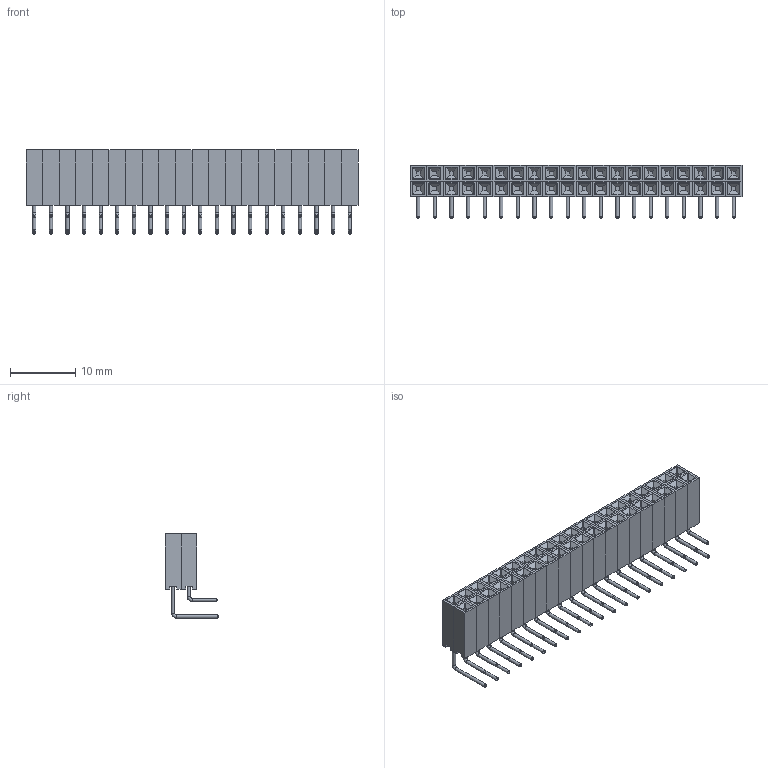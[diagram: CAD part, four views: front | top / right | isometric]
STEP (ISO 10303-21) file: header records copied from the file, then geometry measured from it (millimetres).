
FILE_DESCRIPTION(/* description */ (''),/* implementation_level */ '2;1');
FILE_NAME(/* name */ 'Header THT female 2x20 RA.step',/* time_stamp */ '2019-04-30T16:20:00+02:00',/* author */ (''),/* organization */ (''),/* preprocessor_version */ 'ST-DEVELOPER v18',/* originating_system */ 'Autodesk Translation Framework v8.2.0.1029',/* authorisation */ '');
FILE_SCHEMA (('AUTOMOTIVE_DESIGN { 1 0 10303 214 3 1 1 }'));
Products named in the file (1): (Nicht gespeichert)
Bounding box: 50.8 x 8.14 x 12.89 mm (x, y, z)
Volume: 1968.2 mm3; surface area: 5060.1 mm2
Topology: 40 solids, 40 shells, 2240 faces, 5240 edges, 3160 vertices
Faces by surface type: plane 960, cylinder 720, bspline 480, cone 40, torus 40
Full cylindrical faces by diameter (mm): 0.5 x80
Entity records: 72892 total; most frequent: CARTESIAN_POINT 21401, DIRECTION 10842, ORIENTED_EDGE 10480, EDGE_CURVE 5240, AXIS2_PLACEMENT_3D 4001, VERTEX_POINT 3160, LINE 2840, VECTOR 2840
